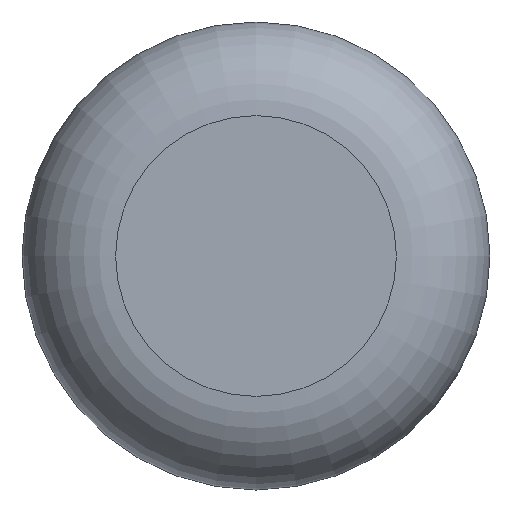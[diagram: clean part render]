
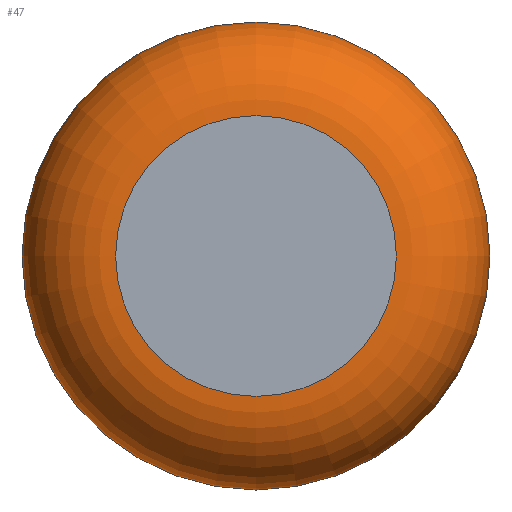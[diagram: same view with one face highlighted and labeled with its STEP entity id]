
A CAD part, left-side view. The second image highlights one B-rep face of the part: STEP entity #47.
In plain terms, the highlighted toroidal (fillet/blend) face has major radius 0.45 mm and minor radius 0.3 mm.
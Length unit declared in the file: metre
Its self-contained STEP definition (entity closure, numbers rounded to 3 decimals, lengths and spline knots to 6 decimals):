
#47 = ADVANCED_FACE( '', ( #101, #102 ), #103, .T. );
#63 = EDGE_CURVE( '', #131, #131, #132, .T. );
#67 = EDGE_CURVE( '', #138, #138, #139, .T. );
#101 = FACE_OUTER_BOUND( '', #168, .T. );
#102 = FACE_OUTER_BOUND( '', #169, .T. );
#103 = TOROIDAL_SURFACE( '', #170, 0.00045, 0.0003 );
#131 = VERTEX_POINT( '', #200 );
#132 = CIRCLE( '', #201, 0.00045 );
#138 = VERTEX_POINT( '', #208 );
#139 = CIRCLE( '', #209, 0.00075 );
#168 = EDGE_LOOP( '', ( #235 ) );
#169 = EDGE_LOOP( '', ( #236 ) );
#170 = AXIS2_PLACEMENT_3D( '', #237, #238, #239 );
#200 = CARTESIAN_POINT( '', ( -0.0018, 0., 0.000297 ) );
#201 = AXIS2_PLACEMENT_3D( '', #278, #279, #280 );
#208 = CARTESIAN_POINT( '', ( -0.0015, 0., -0.000003 ) );
#209 = AXIS2_PLACEMENT_3D( '', #287, #288, #289 );
#235 = ORIENTED_EDGE( '', *, *, #67, .F. );
#236 = ORIENTED_EDGE( '', *, *, #63, .T. );
#237 = CARTESIAN_POINT( '', ( -0.0015, 0., 0.000747 ) );
#238 = DIRECTION( '', ( 1., 0., 0. ) );
#239 = DIRECTION( '', ( 0., 0., -1. ) );
#278 = CARTESIAN_POINT( '', ( -0.0018, 0., 0.000747 ) );
#279 = DIRECTION( '', ( 1., 0., 0. ) );
#280 = DIRECTION( '', ( 0., 0., -1. ) );
#287 = CARTESIAN_POINT( '', ( -0.0015, 0., 0.000747 ) );
#288 = DIRECTION( '', ( 1., 0., 0. ) );
#289 = DIRECTION( '', ( 0., 0., -1. ) );
